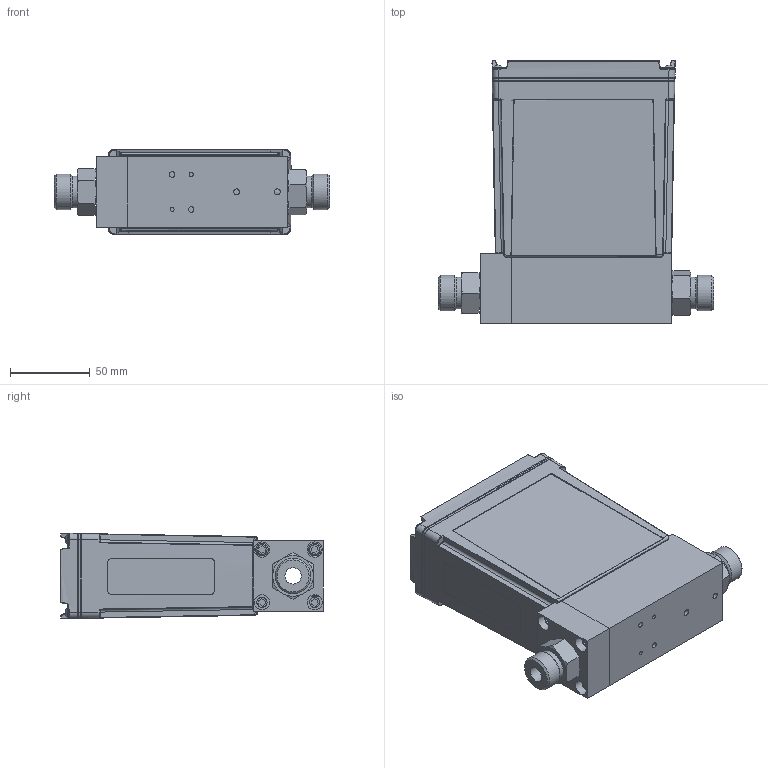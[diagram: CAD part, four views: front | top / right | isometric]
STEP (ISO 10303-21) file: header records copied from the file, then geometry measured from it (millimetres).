
FILE_DESCRIPTION (( 'STEP AP214' ), '1' );
FILE_NAME ('GE250-8VCO-15Pin-5VDC.STEP', '2016-01-27T13:47:18', ( 'MKS' ), ( 'MKS' ), 'SwSTEP 2.0', 'SolidWorks 2012', '' );
FILE_SCHEMA (( 'AUTOMOTIVE_DESIGN' ));
Length unit declared in the file: inch
Products named in the file (1): GE250-8VCO-15Pin-5VDC
Bounding box: 172.24 x 164.52 x 53.57 mm (x, y, z)
Surface area: 106639.9 mm2 (no closed solid volume)
Topology: 0 solids, 89 shells, 633 faces, 2047 edges, 1490 vertices
Faces by surface type: plane 299, cylinder 209, bspline 98, cone 23, torus 4
Full cylindrical faces by diameter (mm): 0.61 x15, 2.261 x2, 2.5 x2, 3.454 x2, 3.797 x2, 4.064 x2, 5.944 x4, 6.147 x4, 6.35 x2, 9.525 x4, 10.16 x2, 14.224 x1, 19.812 x2, 22.225 x2
Entity records: 42688 total; most frequent: CARTESIAN_POINT 18590, ORIENTED_EDGE 3032, DIRECTION 2703, EDGE_CURVE 1944, VERTEX_POINT 1477, LINE 1023, VECTOR 1023, AXIS2_PLACEMENT_3D 840
